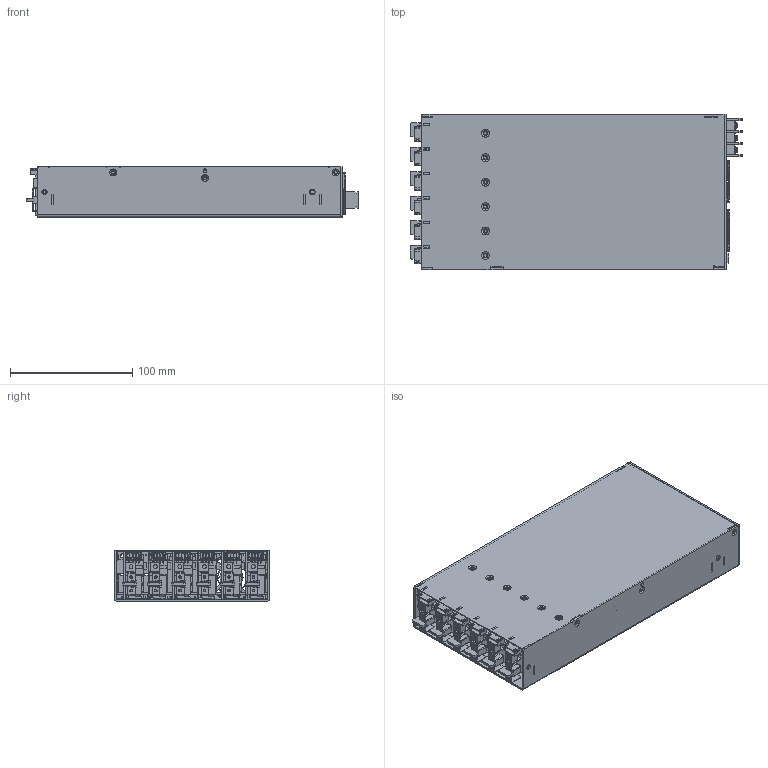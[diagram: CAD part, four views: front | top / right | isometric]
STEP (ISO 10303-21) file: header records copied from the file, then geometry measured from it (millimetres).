
FILE_DESCRIPTION(('Creo Elements/Direct Modeling STEP Export'),'2;1');
FILE_NAME('NMP-1200.stp','2018-10-01T 8:27:38',(''),(''),'PTC Creo Elements/Direct Modeling STEP processor for AP214 (Solid Model)','PTC Creo Elements/Direct Modeling 19.0 09-May-2014 (C) Parametric Technology GmbH','');
FILE_SCHEMA(('AUTOMOTIVE_DESIGN { 1 0 10303 214 1 1 1 1 }'));
Length unit declared in the file: millimetre
Products named in the file (27): MOS; EE; hs2; DDD; JJJ; p1.1; p2; JS100107.1; p3.1.1.1.1; hs1; 300.1.1.1.1; 單; pcb.1; PCB; FFF.1; FAN-ALL.1.1; FAN-ALL.1; fan_a.1.1; a2; M3-10L.1.1; 下蓋.-so.1; base; aaa; pCb-e; p1; a1; NPF-1200
Assembly tree (39 placements, depth 7):
  NPF-1200
    a1
      p1
      pCb-e
      aaa
        base
          下蓋.-so.1
          M3-10L.1.1  x3
      a2
        fan_a.1.1  x2
        FAN-ALL.1
          FFF.1
        FAN-ALL.1.1
          FFF.1
        PCB
          pcb.1
        單
          300.1.1.1.1  x6
            hs1
            p3.1.1.1.1
            JS100107.1
              p2  x4
              p1.1
            JJJ
            DDD
            hs2
        EE
      MOS
Bounding box: 271.59 x 127 x 41 mm (x, y, z)
Volume: 377728.3 mm3; surface area: 368117.3 mm2
Topology: 64 solids, 64 shells, 3345 faces, 9123 edges, 5917 vertices
Faces by surface type: plane 2298, cylinder 741, torus 222, cone 80, sphere 4
Entity records: 40046 total; most frequent: CARTESIAN_POINT 10612, ORIENTED_EDGE 6368, DIRECTION 5220, EDGE_CURVE 3184, VERTEX_POINT 2055, VECTOR 1974, LINE 1974, AXIS2_PLACEMENT_3D 1623
